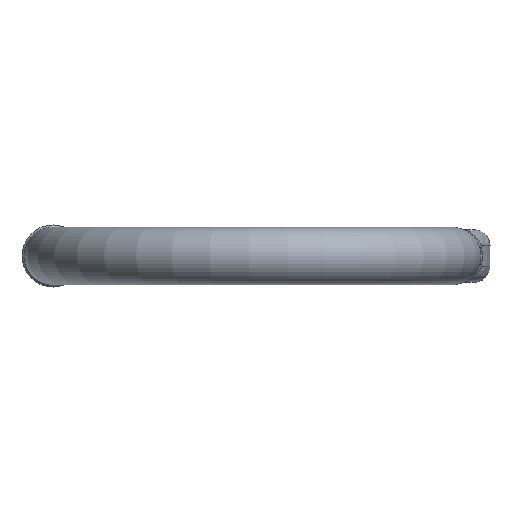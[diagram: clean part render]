
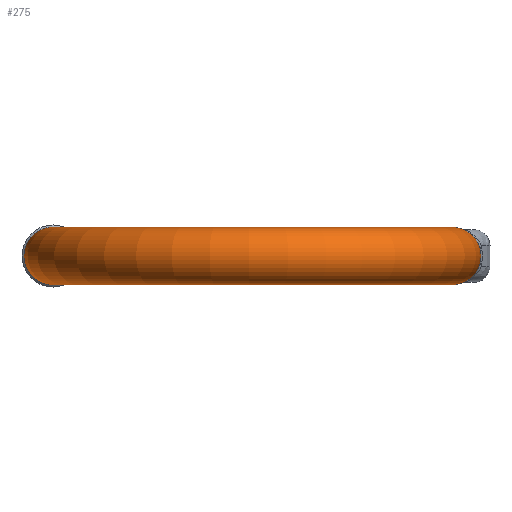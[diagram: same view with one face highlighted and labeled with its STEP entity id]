
A CAD part, front view. The second image highlights one B-rep face of the part: STEP entity #275.
In plain terms, the highlighted toroidal (fillet/blend) face has major radius 38 mm and minor radius 5.5 mm.
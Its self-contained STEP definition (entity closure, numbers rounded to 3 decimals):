
#94=TOROIDAL_SURFACE('',#1114,38.,5.5);
#194=B_SPLINE_CURVE_WITH_KNOTS('',3,(#1677,#1678,#1679,#1680,#1681,#1682,
#1683,#1684,#1685,#1686),.UNSPECIFIED.,.F.,.F.,(4,3,3,4),(0.,0.501,
0.749,1.),.UNSPECIFIED.);
#195=B_SPLINE_CURVE_WITH_KNOTS('',3,(#1687,#1688,#1689,#1690,#1691,#1692,
#1693,#1694,#1695,#1696),.UNSPECIFIED.,.F.,.F.,(4,3,3,4),(0.,0.514,
0.75,1.),.UNSPECIFIED.);
#196=B_SPLINE_CURVE_WITH_KNOTS('',3,(#1697,#1698,#1699,#1700,#1701,#1702,
#1703,#1704,#1705,#1706),.UNSPECIFIED.,.F.,.F.,(4,3,3,4),(0.,0.631,
0.75,1.),.UNSPECIFIED.);
#197=B_SPLINE_CURVE_WITH_KNOTS('',3,(#1707,#1708,#1709,#1710,#1711,#1712,
#1713,#1714,#1715,#1716),.UNSPECIFIED.,.F.,.F.,(4,3,3,4),(0.,0.456,
0.749,1.),.UNSPECIFIED.);
#275=ADVANCED_FACE('',(#360,#361),#94,.T.);
#360=FACE_BOUND('',#380,.T.);
#361=FACE_BOUND('',#381,.T.);
#380=EDGE_LOOP('',(#486,#487,#488,#489,#490,#491,#492,#493));
#381=EDGE_LOOP('',(#494));
#486=ORIENTED_EDGE('',*,*,#882,.T.);
#487=ORIENTED_EDGE('',*,*,#904,.T.);
#488=ORIENTED_EDGE('',*,*,#874,.T.);
#489=ORIENTED_EDGE('',*,*,#905,.T.);
#490=ORIENTED_EDGE('',*,*,#902,.T.);
#491=ORIENTED_EDGE('',*,*,#906,.T.);
#492=ORIENTED_EDGE('',*,*,#879,.T.);
#493=ORIENTED_EDGE('',*,*,#907,.T.);
#494=ORIENTED_EDGE('',*,*,#871,.F.);
#777=VERTEX_POINT('',#1372);
#780=VERTEX_POINT('',#1399);
#781=VERTEX_POINT('',#1401);
#782=VERTEX_POINT('',#1411);
#785=VERTEX_POINT('',#1437);
#788=VERTEX_POINT('',#1477);
#789=VERTEX_POINT('',#1479);
#808=VERTEX_POINT('',#1669);
#809=VERTEX_POINT('',#1671);
#871=EDGE_CURVE('',#777,#777,#1033,.T.);
#874=EDGE_CURVE('',#781,#780,#1034,.T.);
#879=EDGE_CURVE('',#782,#785,#1035,.T.);
#882=EDGE_CURVE('',#789,#788,#1036,.T.);
#902=EDGE_CURVE('',#809,#808,#1041,.T.);
#904=EDGE_CURVE('',#788,#781,#194,.T.);
#905=EDGE_CURVE('',#780,#809,#195,.T.);
#906=EDGE_CURVE('',#808,#782,#196,.T.);
#907=EDGE_CURVE('',#785,#789,#197,.T.);
#1033=CIRCLE('',#1096,5.5);
#1034=CIRCLE('',#1098,5.5);
#1035=CIRCLE('',#1100,5.5);
#1036=CIRCLE('',#1102,5.5);
#1041=CIRCLE('',#1112,5.5);
#1096=AXIS2_PLACEMENT_3D('',#1371,#1188,#1189);
#1098=AXIS2_PLACEMENT_3D('',#1400,#1192,#1193);
#1100=AXIS2_PLACEMENT_3D('',#1438,#1196,#1197);
#1102=AXIS2_PLACEMENT_3D('',#1478,#1200,#1201);
#1112=AXIS2_PLACEMENT_3D('',#1670,#1220,#1221);
#1114=AXIS2_PLACEMENT_3D('',#1717,#1224,#1225);
#1188=DIRECTION('',(0.,1.,0.));
#1189=DIRECTION('',(-1.,0.,0.));
#1192=DIRECTION('',(0.,-1.,0.));
#1193=DIRECTION('',(1.,0.,0.));
#1196=DIRECTION('',(0.,-1.,0.));
#1197=DIRECTION('',(1.,0.,0.));
#1200=DIRECTION('',(0.,-1.,0.));
#1201=DIRECTION('',(1.,0.,0.));
#1220=DIRECTION('',(0.,-1.,0.));
#1221=DIRECTION('',(1.,0.,0.));
#1224=DIRECTION('',(0.,0.,1.));
#1225=DIRECTION('',(1.,0.,0.));
#1371=CARTESIAN_POINT('',(-38.,-12.5,0.));
#1372=CARTESIAN_POINT('',(-43.5,-12.5,0.));
#1399=CARTESIAN_POINT('',(41.352,-12.5,-4.361));
#1400=CARTESIAN_POINT('',(38.,-12.5,0.));
#1401=CARTESIAN_POINT('',(34.648,-12.5,-4.361));
#1411=CARTESIAN_POINT('',(41.352,-12.5,4.361));
#1437=CARTESIAN_POINT('',(34.648,-12.5,4.361));
#1438=CARTESIAN_POINT('',(38.,-12.5,0.));
#1477=CARTESIAN_POINT('',(33.41,-12.5,-3.03));
#1478=CARTESIAN_POINT('',(38.,-12.5,0.));
#1479=CARTESIAN_POINT('',(33.41,-12.5,3.03));
#1669=CARTESIAN_POINT('',(42.59,-12.5,3.03));
#1670=CARTESIAN_POINT('',(38.,-12.5,0.));
#1671=CARTESIAN_POINT('',(42.59,-12.5,-3.03));
#1677=CARTESIAN_POINT('',(33.41,-12.5,-3.03));
#1678=CARTESIAN_POINT('',(33.572,-12.59,-3.276));
#1679=CARTESIAN_POINT('',(33.764,-12.641,-3.521));
#1680=CARTESIAN_POINT('',(33.973,-12.644,-3.746));
#1681=CARTESIAN_POINT('',(34.078,-12.646,-3.859));
#1682=CARTESIAN_POINT('',(34.188,-12.635,-3.968));
#1683=CARTESIAN_POINT('',(34.3,-12.612,-4.07));
#1684=CARTESIAN_POINT('',(34.414,-12.588,-4.173));
#1685=CARTESIAN_POINT('',(34.532,-12.551,-4.271));
#1686=CARTESIAN_POINT('',(34.648,-12.5,-4.361));
#1687=CARTESIAN_POINT('',(41.352,-12.5,-4.361));
#1688=CARTESIAN_POINT('',(41.59,-12.589,-4.177));
#1689=CARTESIAN_POINT('',(41.828,-12.625,-3.961));
#1690=CARTESIAN_POINT('',(42.041,-12.619,-3.731));
#1691=CARTESIAN_POINT('',(42.14,-12.616,-3.624));
#1692=CARTESIAN_POINT('',(42.235,-12.605,-3.513));
#1693=CARTESIAN_POINT('',(42.324,-12.586,-3.399));
#1694=CARTESIAN_POINT('',(42.418,-12.566,-3.279));
#1695=CARTESIAN_POINT('',(42.507,-12.537,-3.155));
#1696=CARTESIAN_POINT('',(42.59,-12.5,-3.03));
#1697=CARTESIAN_POINT('',(42.59,-12.5,3.03));
#1698=CARTESIAN_POINT('',(42.384,-12.591,3.342));
#1699=CARTESIAN_POINT('',(42.134,-12.636,3.648));
#1700=CARTESIAN_POINT('',(41.86,-12.614,3.918));
#1701=CARTESIAN_POINT('',(41.807,-12.61,3.97));
#1702=CARTESIAN_POINT('',(41.754,-12.603,4.02));
#1703=CARTESIAN_POINT('',(41.7,-12.594,4.07));
#1704=CARTESIAN_POINT('',(41.586,-12.575,4.173));
#1705=CARTESIAN_POINT('',(41.469,-12.544,4.27));
#1706=CARTESIAN_POINT('',(41.352,-12.5,4.361));
#1707=CARTESIAN_POINT('',(34.648,-12.5,4.361));
#1708=CARTESIAN_POINT('',(34.439,-12.592,4.2));
#1709=CARTESIAN_POINT('',(34.226,-12.638,4.011));
#1710=CARTESIAN_POINT('',(34.032,-12.644,3.809));
#1711=CARTESIAN_POINT('',(33.906,-12.647,3.678));
#1712=CARTESIAN_POINT('',(33.786,-12.634,3.54));
#1713=CARTESIAN_POINT('',(33.676,-12.606,3.399));
#1714=CARTESIAN_POINT('',(33.581,-12.581,3.278));
#1715=CARTESIAN_POINT('',(33.492,-12.546,3.154));
#1716=CARTESIAN_POINT('',(33.41,-12.5,3.03));
#1717=CARTESIAN_POINT('',(0.,-12.5,0.));
